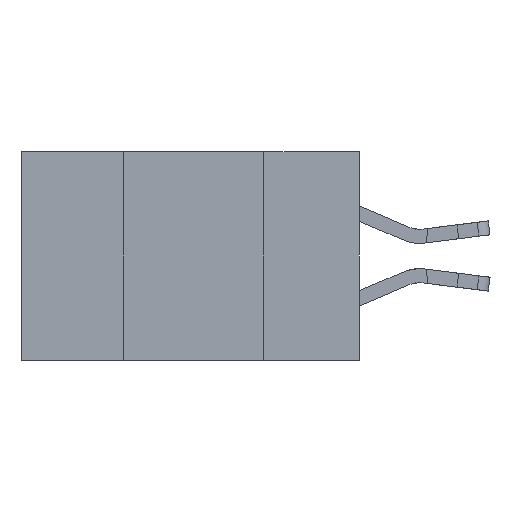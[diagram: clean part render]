
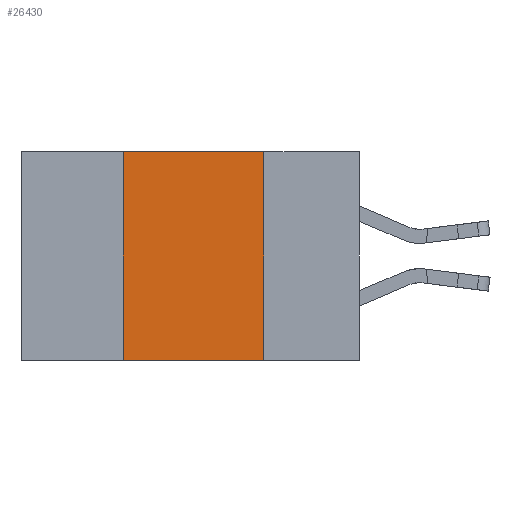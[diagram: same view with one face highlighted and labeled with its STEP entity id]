
A CAD part, left-side view. The second image highlights one B-rep face of the part: STEP entity #26430.
In plain terms, the highlighted planar face has unit normal (-1, 0, 0).
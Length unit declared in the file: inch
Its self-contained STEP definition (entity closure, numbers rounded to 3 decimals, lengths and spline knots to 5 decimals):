
#3345 = CARTESIAN_POINT ( 'NONE',  ( 0., 0.42, -0.37 ) ) ;
#3394 = DIRECTION ( 'NONE',  ( 0., 0., -1. ) ) ;
#3631 = PLANE ( 'NONE',  #34129 ) ;
#3777 = CARTESIAN_POINT ( 'NONE',  ( 0., 0.6, 0. ) ) ;
#5207 = CARTESIAN_POINT ( 'NONE',  ( 0., 0.42, 0. ) ) ;
#5825 = CARTESIAN_POINT ( 'NONE',  ( 0., 0.17, 0. ) ) ;
#6201 = CARTESIAN_POINT ( 'NONE',  ( 0., 0.6, 0. ) ) ;
#6684 = VERTEX_POINT ( 'NONE', #22085 ) ;
#6713 = EDGE_CURVE ( 'NONE', #26776, #6684, #8907, .T. ) ;
#7269 = VERTEX_POINT ( 'NONE', #3345 ) ;
#7634 = EDGE_CURVE ( 'NONE', #7269, #20953, #18962, .T. ) ;
#8378 = VECTOR ( 'NONE', #14260, 39.37008 ) ;
#8907 = LINE ( 'NONE', #22905, #22287 ) ;
#10161 = EDGE_CURVE ( 'NONE', #20953, #26776, #28064, .T. ) ;
#10963 = ORIENTED_EDGE ( 'NONE', *, *, #7634, .F. ) ;
#11247 = VECTOR ( 'NONE', #19595, 39.37008 ) ;
#12406 = ORIENTED_EDGE ( 'NONE', *, *, #31163, .T. ) ;
#13270 = CARTESIAN_POINT ( 'NONE',  ( 0., 0.42, 0. ) ) ;
#14260 = DIRECTION ( 'NONE',  ( 0., -1., 0. ) ) ;
#14399 = ORIENTED_EDGE ( 'NONE', *, *, #10161, .F. ) ;
#14822 = DIRECTION ( 'NONE',  ( 0., 0., -1. ) ) ;
#15274 = FACE_OUTER_BOUND ( 'NONE', #26715, .T. ) ;
#16045 = ORIENTED_EDGE ( 'NONE', *, *, #6713, .F. ) ;
#16647 = LINE ( 'NONE', #28051, #11247 ) ;
#16682 = DIRECTION ( 'NONE',  ( 1., 0., 0. ) ) ;
#18962 = LINE ( 'NONE', #13270, #31494 ) ;
#19595 = DIRECTION ( 'NONE',  ( 0., -1., 0. ) ) ;
#20953 = VERTEX_POINT ( 'NONE', #5207 ) ;
#22085 = CARTESIAN_POINT ( 'NONE',  ( 0., 0.17, -0.37 ) ) ;
#22287 = VECTOR ( 'NONE', #14822, 39.37008 ) ;
#22905 = CARTESIAN_POINT ( 'NONE',  ( 0., 0.17, 0. ) ) ;
#26430 = ADVANCED_FACE ( 'NONE', ( #15274 ), #3631, .F. ) ;
#26715 = EDGE_LOOP ( 'NONE', ( #16045, #14399, #10963, #12406 ) ) ;
#26776 = VERTEX_POINT ( 'NONE', #5825 ) ;
#28051 = CARTESIAN_POINT ( 'NONE',  ( 0., 0.6, -0.37 ) ) ;
#28064 = LINE ( 'NONE', #3777, #8378 ) ;
#29147 = DIRECTION ( 'NONE',  ( 0., 0., 1. ) ) ;
#31163 = EDGE_CURVE ( 'NONE', #7269, #6684, #16647, .T. ) ;
#31494 = VECTOR ( 'NONE', #29147, 39.37008 ) ;
#34129 = AXIS2_PLACEMENT_3D ( 'NONE', #6201, #16682, #3394 ) ;
